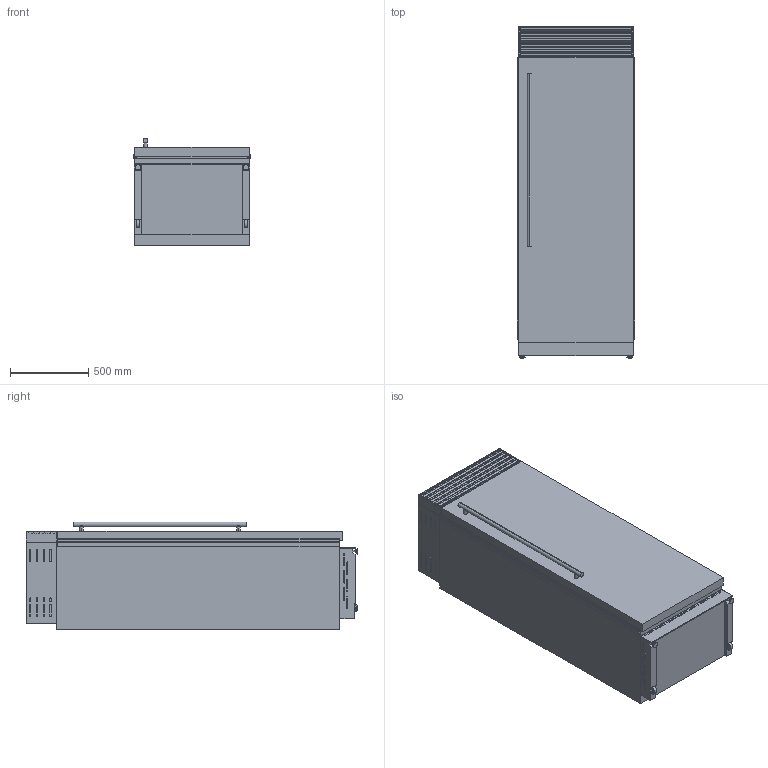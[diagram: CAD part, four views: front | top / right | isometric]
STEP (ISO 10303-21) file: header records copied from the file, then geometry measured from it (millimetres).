
FILE_DESCRIPTION (( 'STEP AP214' ), '1' );
FILE_NAME ('XS_749_0F_Z_6.STEP', '2021-04-13T13:11:06', ( '' ), ( '' ), 'SwSTEP 2.0', 'SolidWorks 2017', '' );
FILE_SCHEMA (( 'AUTOMOTIVE_DESIGN' ));
Length unit declared in the file: millimetre
Products named in the file (1): XS_749_0F_Z_6
Bounding box: 749 x 2120 x 688 mm (x, y, z)
Volume: 925127385.1 mm3; surface area: 11466070.1 mm2
Topology: 7 solids, 7 shells, 518 faces, 1365 edges, 898 vertices
Faces by surface type: plane 309, cylinder 193, torus 12, cone 4
Entity records: 18008 total; most frequent: CARTESIAN_POINT 2990, DIRECTION 2805, ORIENTED_EDGE 2730, EDGE_CURVE 1365, VECTOR 947, LINE 947, AXIS2_PLACEMENT_3D 929, VERTEX_POINT 898
